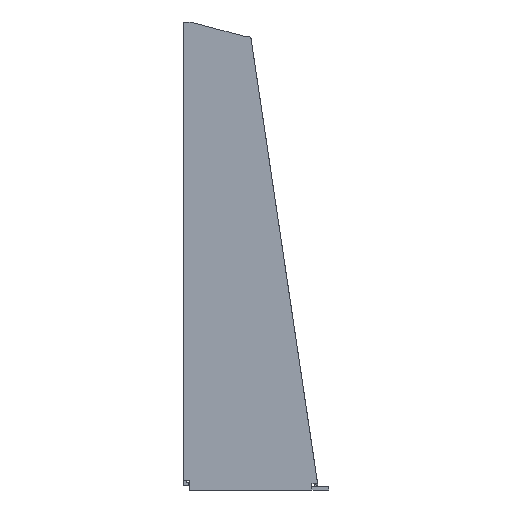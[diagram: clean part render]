
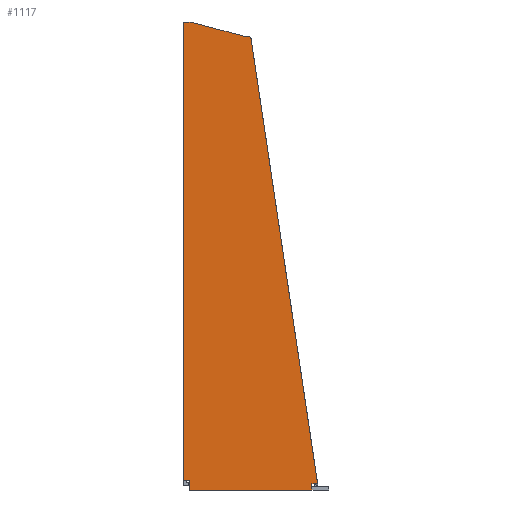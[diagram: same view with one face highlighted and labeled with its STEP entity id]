
A CAD part, left-side view. The second image highlights one B-rep face of the part: STEP entity #1117.
In plain terms, the highlighted face is planar.
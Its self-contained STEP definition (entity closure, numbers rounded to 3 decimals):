
#6 = VERTEX_POINT ( 'NONE', #1043 ) ;
#28 = PLANE ( 'NONE',  #1957 ) ;
#35 = ORIENTED_EDGE ( 'NONE', *, *, #2019, .F. ) ;
#73 = EDGE_CURVE ( 'NONE', #2365, #2030, #2499, .T. ) ;
#74 = ORIENTED_EDGE ( 'NONE', *, *, #713, .F. ) ;
#100 = LINE ( 'NONE', #802, #2128 ) ;
#103 = VECTOR ( 'NONE', #1810, 1000. ) ;
#105 = CARTESIAN_POINT ( 'NONE',  ( 86., 20.508, -1.5 ) ) ;
#145 = EDGE_CURVE ( 'NONE', #158, #2365, #803, .T. ) ;
#158 = VERTEX_POINT ( 'NONE', #678 ) ;
#176 = VERTEX_POINT ( 'NONE', #2390 ) ;
#195 = LINE ( 'NONE', #1918, #1439 ) ;
#205 = CARTESIAN_POINT ( 'NONE',  ( 87.363, -42.078, -1.5 ) ) ;
#271 = DIRECTION ( 'NONE',  ( -1., 0., 0. ) ) ;
#283 = VECTOR ( 'NONE', #287, 1000. ) ;
#287 = DIRECTION ( 'NONE',  ( -1., 0., 0. ) ) ;
#290 = DIRECTION ( 'NONE',  ( 0., 1., 0. ) ) ;
#342 = CARTESIAN_POINT ( 'NONE',  ( -4.304, -28.8, -1.5 ) ) ;
#367 = CARTESIAN_POINT ( 'NONE',  ( 92.5, -39.992, -1.5 ) ) ;
#386 = CARTESIAN_POINT ( 'NONE',  ( 86., 15.328, -1.5 ) ) ;
#391 = VECTOR ( 'NONE', #2514, 1000. ) ;
#396 = LINE ( 'NONE', #1054, #878 ) ;
#422 = CARTESIAN_POINT ( 'NONE',  ( 87.457, -40.827, -1.5 ) ) ;
#424 = EDGE_CURVE ( 'NONE', #2110, #1413, #2288, .T. ) ;
#467 = ORIENTED_EDGE ( 'NONE', *, *, #2705, .F. ) ;
#483 = EDGE_CURVE ( 'NONE', #930, #2611, #396, .T. ) ;
#491 = VECTOR ( 'NONE', #2449, 1000. ) ;
#498 = CARTESIAN_POINT ( 'NONE',  ( -113.388, -10.385, -1.5 ) ) ;
#503 = LINE ( 'NONE', #105, #2589 ) ;
#510 = CARTESIAN_POINT ( 'NONE',  ( 0., 0., -1.5 ) ) ;
#524 = CARTESIAN_POINT ( 'NONE',  ( -120., 14.508, -1.5 ) ) ;
#530 = CARTESIAN_POINT ( 'NONE',  ( 86., 15.007, -1.5 ) ) ;
#584 = ORIENTED_EDGE ( 'NONE', *, *, #2384, .T. ) ;
#615 = ORIENTED_EDGE ( 'NONE', *, *, #2720, .F. ) ;
#620 = DIRECTION ( 'NONE',  ( 0.259, -0.966, 0. ) ) ;
#621 = CARTESIAN_POINT ( 'NONE',  ( 87.5, -39.992, -1.5 ) ) ;
#650 = VERTEX_POINT ( 'NONE', #386 ) ;
#678 = CARTESIAN_POINT ( 'NONE',  ( 87.8, 15.007, -1.5 ) ) ;
#682 = CARTESIAN_POINT ( 'NONE',  ( -113.268, -11.662, -1.5 ) ) ;
#713 = EDGE_CURVE ( 'NONE', #158, #2418, #2640, .T. ) ;
#729 = CARTESIAN_POINT ( 'NONE',  ( 86., 17.828, -1.5 ) ) ;
#739 = CARTESIAN_POINT ( 'NONE',  ( -113.255, -12.089, -1.5 ) ) ;
#747 = CARTESIAN_POINT ( 'NONE',  ( 87.5, -39.992, -1.5 ) ) ;
#751 = B_SPLINE_CURVE_WITH_KNOTS ( 'NONE', 3,
 ( #621, #2571, #422, #1497, #205, #2113 ),
 .UNSPECIFIED., .F., .F.,
 ( 4, 2, 4 ),
 ( 0.006, 0.007, 0.008 ),
 .UNSPECIFIED. ) ;
#766 = CARTESIAN_POINT ( 'NONE',  ( 0., 17.828, -1.5 ) ) ;
#802 = CARTESIAN_POINT ( 'NONE',  ( 86., 0., -1.5 ) ) ;
#803 = LINE ( 'NONE', #1244, #391 ) ;
#819 = VERTEX_POINT ( 'NONE', #729 ) ;
#836 = CARTESIAN_POINT ( 'NONE',  ( 0., -39.992, -1.5 ) ) ;
#843 = EDGE_CURVE ( 'NONE', #1240, #176, #2076, .T. ) ;
#878 = VECTOR ( 'NONE', #620, 1000. ) ;
#930 = VERTEX_POINT ( 'NONE', #2504 ) ;
#943 = CARTESIAN_POINT ( 'NONE',  ( 90.3, -39.992, -1.5 ) ) ;
#987 = ORIENTED_EDGE ( 'NONE', *, *, #483, .F. ) ;
#1028 = DIRECTION ( 'NONE',  ( -0.989, 0.148, 0. ) ) ;
#1043 = CARTESIAN_POINT ( 'NONE',  ( -120., 15.328, -1.5 ) ) ;
#1054 = CARTESIAN_POINT ( 'NONE',  ( -110.924, -19.366, -1.5 ) ) ;
#1055 = CARTESIAN_POINT ( 'NONE',  ( 86., 15.007, -1.5 ) ) ;
#1092 = EDGE_CURVE ( 'NONE', #2611, #176, #1411, .T. ) ;
#1117 = ADVANCED_FACE ( 'NONE', ( #1760 ), #28, .T. ) ;
#1227 = ORIENTED_EDGE ( 'NONE', *, *, #843, .T. ) ;
#1240 = VERTEX_POINT ( 'NONE', #2513 ) ;
#1243 = EDGE_CURVE ( 'NONE', #650, #819, #100, .T. ) ;
#1244 = CARTESIAN_POINT ( 'NONE',  ( 87.8, 15.007, -1.5 ) ) ;
#1320 = CARTESIAN_POINT ( 'NONE',  ( 90.3, 15.008, -1.5 ) ) ;
#1391 = ORIENTED_EDGE ( 'NONE', *, *, #1747, .T. ) ;
#1410 = DIRECTION ( 'NONE',  ( 0., -1., 0. ) ) ;
#1411 = B_SPLINE_CURVE_WITH_KNOTS ( 'NONE', 3,
 ( #2411, #498, #2438, #682, #739, #1556 ),
 .UNSPECIFIED., .F., .F.,
 ( 4, 2, 4 ),
 ( 0.006, 0.007, 0.008 ),
 .UNSPECIFIED. ) ;
#1413 = VERTEX_POINT ( 'NONE', #1710 ) ;
#1439 = VECTOR ( 'NONE', #2344, 1000. ) ;
#1454 = CARTESIAN_POINT ( 'NONE',  ( -120., 17.828, -1.5 ) ) ;
#1497 = CARTESIAN_POINT ( 'NONE',  ( 87.399, -41.661, -1.5 ) ) ;
#1556 = CARTESIAN_POINT ( 'NONE',  ( -113.258, -12.517, -1.5 ) ) ;
#1581 = CARTESIAN_POINT ( 'NONE',  ( -113.444, -9.961, -1.5 ) ) ;
#1607 = LINE ( 'NONE', #766, #491 ) ;
#1645 = LINE ( 'NONE', #836, #2629 ) ;
#1710 = CARTESIAN_POINT ( 'NONE',  ( 87.8, -39.992, -1.5 ) ) ;
#1730 = DIRECTION ( 'NONE',  ( 0., -1., 0. ) ) ;
#1747 = EDGE_CURVE ( 'NONE', #6, #2207, #195, .T. ) ;
#1760 = FACE_OUTER_BOUND ( 'NONE', #2693, .T. ) ;
#1772 = ORIENTED_EDGE ( 'NONE', *, *, #1092, .F. ) ;
#1798 = LINE ( 'NONE', #524, #2782 ) ;
#1810 = DIRECTION ( 'NONE',  ( 1., 0., 0. ) ) ;
#1918 = CARTESIAN_POINT ( 'NONE',  ( -120., 15.328, -1.5 ) ) ;
#1957 = AXIS2_PLACEMENT_3D ( 'NONE', #510, #2191, #271 ) ;
#1961 = ORIENTED_EDGE ( 'NONE', *, *, #1243, .F. ) ;
#2019 = EDGE_CURVE ( 'NONE', #2418, #650, #503, .T. ) ;
#2030 = VERTEX_POINT ( 'NONE', #943 ) ;
#2076 = LINE ( 'NONE', #342, #2493 ) ;
#2110 = VERTEX_POINT ( 'NONE', #747 ) ;
#2113 = CARTESIAN_POINT ( 'NONE',  ( 87.321, -42.494, -1.5 ) ) ;
#2128 = VECTOR ( 'NONE', #2233, 1000. ) ;
#2172 = EDGE_CURVE ( 'NONE', #1413, #2030, #1645, .T. ) ;
#2191 = DIRECTION ( 'NONE',  ( 0., 0., -1. ) ) ;
#2207 = VERTEX_POINT ( 'NONE', #1454 ) ;
#2233 = DIRECTION ( 'NONE',  ( 0., 1., 0. ) ) ;
#2238 = ORIENTED_EDGE ( 'NONE', *, *, #73, .T. ) ;
#2280 = CARTESIAN_POINT ( 'NONE',  ( 90.3, 0., -1.5 ) ) ;
#2288 = LINE ( 'NONE', #367, #103 ) ;
#2344 = DIRECTION ( 'NONE',  ( 0., 1., 0. ) ) ;
#2365 = VERTEX_POINT ( 'NONE', #1320 ) ;
#2384 = EDGE_CURVE ( 'NONE', #2110, #1240, #751, .T. ) ;
#2390 = CARTESIAN_POINT ( 'NONE',  ( -113.258, -12.517, -1.5 ) ) ;
#2411 = CARTESIAN_POINT ( 'NONE',  ( -113.444, -9.961, -1.5 ) ) ;
#2418 = VERTEX_POINT ( 'NONE', #1055 ) ;
#2438 = CARTESIAN_POINT ( 'NONE',  ( -113.334, -10.809, -1.5 ) ) ;
#2449 = DIRECTION ( 'NONE',  ( -1., 0., 0. ) ) ;
#2482 = ORIENTED_EDGE ( 'NONE', *, *, #2172, .F. ) ;
#2488 = DIRECTION ( 'NONE',  ( 1., 0., 0. ) ) ;
#2493 = VECTOR ( 'NONE', #1028, 1000. ) ;
#2499 = LINE ( 'NONE', #2280, #2674 ) ;
#2504 = CARTESIAN_POINT ( 'NONE',  ( -120., 14.508, -1.5 ) ) ;
#2513 = CARTESIAN_POINT ( 'NONE',  ( 87.321, -42.494, -1.5 ) ) ;
#2514 = DIRECTION ( 'NONE',  ( 1., 0., 0. ) ) ;
#2571 = CARTESIAN_POINT ( 'NONE',  ( 87.479, -40.41, -1.5 ) ) ;
#2589 = VECTOR ( 'NONE', #290, 1000. ) ;
#2611 = VERTEX_POINT ( 'NONE', #1581 ) ;
#2623 = ORIENTED_EDGE ( 'NONE', *, *, #145, .T. ) ;
#2629 = VECTOR ( 'NONE', #2488, 1000. ) ;
#2640 = LINE ( 'NONE', #530, #283 ) ;
#2674 = VECTOR ( 'NONE', #1730, 1000. ) ;
#2693 = EDGE_LOOP ( 'NONE', ( #2759, #584, #1227, #1772, #987, #615, #1391, #467, #1961, #35, #74, #2623, #2238, #2482 ) ) ;
#2705 = EDGE_CURVE ( 'NONE', #819, #2207, #1607, .T. ) ;
#2720 = EDGE_CURVE ( 'NONE', #6, #930, #1798, .T. ) ;
#2759 = ORIENTED_EDGE ( 'NONE', *, *, #424, .F. ) ;
#2782 = VECTOR ( 'NONE', #1410, 1000. ) ;
